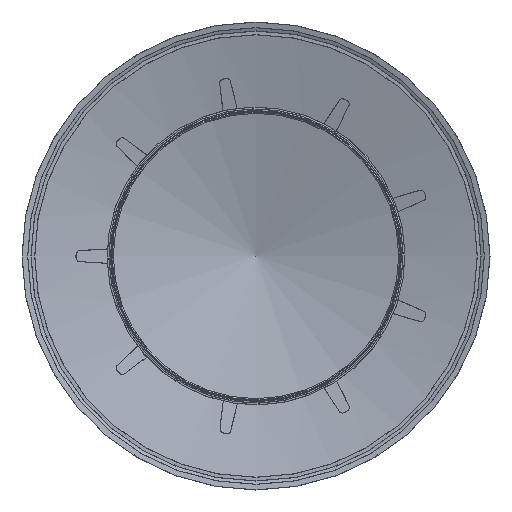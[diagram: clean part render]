
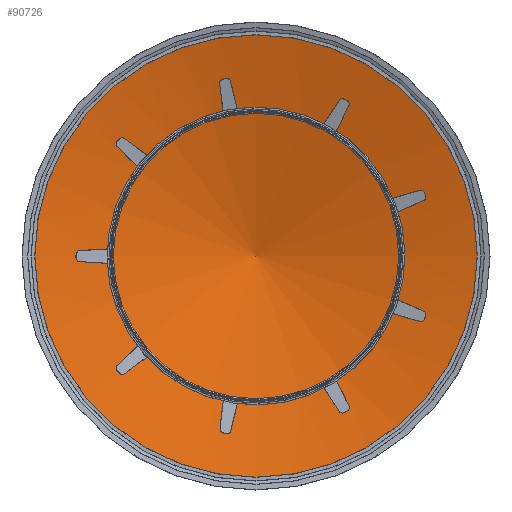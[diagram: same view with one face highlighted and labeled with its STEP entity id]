
A CAD part, front view. The second image highlights one B-rep face of the part: STEP entity #90726.
In plain terms, the highlighted conical face has half-angle 75.855 degrees and reference radius 151.891 mm.
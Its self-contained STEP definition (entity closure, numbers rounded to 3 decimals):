
#22139=CONICAL_SURFACE('',#99011,151.891,75.855);
#26332=FACE_OUTER_BOUND('',#32466,.T.);
#32466=EDGE_LOOP('',(#82227));
#36877=CIRCLE('',#99010,303.783);
#45072=VERTEX_POINT('',#151501);
#57465=EDGE_CURVE('',#45072,#45072,#36877,.T.);
#82227=ORIENTED_EDGE('',*,*,#57465,.F.);
#90726=ADVANCED_FACE('',(#26332),#22139,.F.);
#99010=AXIS2_PLACEMENT_3D('',#151502,#123490,#123491);
#99011=AXIS2_PLACEMENT_3D('',#151503,#123492,#123493);
#123490=DIRECTION('center_axis',(0.,1.,0.));
#123491=DIRECTION('ref_axis',(1.,0.,0.));
#123492=DIRECTION('center_axis',(0.,-1.,0.));
#123493=DIRECTION('ref_axis',(1.,0.,0.));
#151501=CARTESIAN_POINT('',(303.783,3.72,0.));
#151502=CARTESIAN_POINT('Origin',(0.,3.72,
0.));
#151503=CARTESIAN_POINT('Origin',(0.,41.999,
0.));
